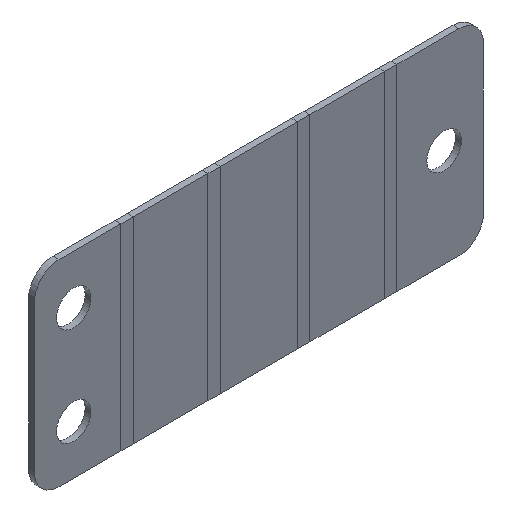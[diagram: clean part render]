
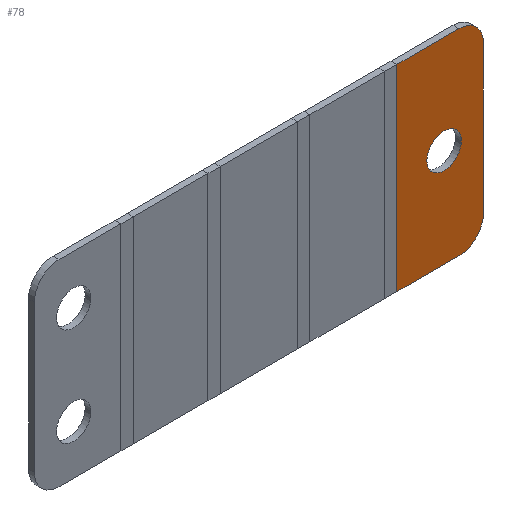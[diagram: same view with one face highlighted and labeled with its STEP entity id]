
A CAD part, isometric view. The second image highlights one B-rep face of the part: STEP entity #78.
In plain terms, the highlighted planar face has unit normal (0, -1, 0).
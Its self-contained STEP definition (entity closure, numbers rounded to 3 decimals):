
#1=CARTESIAN_POINT('POINT1',(42.862,
   -1.524,25.4));
#2=VERTEX_POINT('VERTEX1',#1);
#3=CARTESIAN_POINT('POINT2',(34.861,
   -1.524,25.4));
#4=VERTEX_POINT('VERTEX2',#3);
#5=CARTESIAN_POINT('POS1',(42.862,-1.524,
   25.4));
#6=DIRECTION('DIR1',(-1.,0.,0.));
#7=VECTOR('VEC1',#6,1.);
#8=LINE('STRAIGHT1',#5,#7);
#9=EDGE_CURVE('EDGE1',#2,#4,#8,.T.);
#10=ORIENTED_EDGE('COEDGE1',*,*,#9,.T.);
#11=CARTESIAN_POINT('POINT3',(34.861,
   -1.524,0.));
#12=VERTEX_POINT('VERTEX3',#11);
#13=CARTESIAN_POINT('POS2',(34.861,-1.524
   ,0.));
#14=DIRECTION('DIR2',(0.,0.,1.));
#15=VECTOR('VEC2',#14,1.);
#16=LINE('STRAIGHT2',#13,#15);
#17=EDGE_CURVE('EDGE2',#12,#4,#16,.T.);
#18=ORIENTED_EDGE('COEDGE2',*,*,#17,.F.);
#19=CARTESIAN_POINT('POINT4',(42.862,
   -1.524,0.));
#20=VERTEX_POINT('VERTEX4',#19);
#21=CARTESIAN_POINT('POS3',(42.862,-1.524
   ,0.));
#22=DIRECTION('DIR3',(-1.,0.,0.));
#23=VECTOR('VEC3',#22,1.);
#24=LINE('STRAIGHT3',#21,#23);
#25=EDGE_CURVE('EDGE3',#20,#12,#24,.T.);
#26=ORIENTED_EDGE('COEDGE3',*,*,#25,.F.);
#27=CARTESIAN_POINT('POINT5',(46.037,
   -1.524,3.175));
#28=VERTEX_POINT('VERTEX5',#27);
#29=CARTESIAN_POINT('POS4',(42.862,-1.524
   ,3.175));
#30=DIRECTION('DIR4',(0.,-1.,
   0.));
#31=DIRECTION('DIR5',(0.,0.,-1.));
#32=AXIS2_PLACEMENT_3D('AXIS1',#29,#30,#31);
#33=CIRCLE('ELLIPSE1',#32,3.175);
#34=EDGE_CURVE('EDGE4',#20,#28,#33,.T.);
#35=ORIENTED_EDGE('COEDGE4',*,*,#34,.T.);
#36=CARTESIAN_POINT('POINT6',(46.037,
   -1.524,22.225));
#37=VERTEX_POINT('VERTEX6',#36);
#38=CARTESIAN_POINT('POS5',(46.037,-1.524
   ,3.175));
#39=DIRECTION('DIR6',(0.,0.,1.));
#40=VECTOR('VEC4',#39,1.);
#41=LINE('STRAIGHT4',#38,#40);
#42=EDGE_CURVE('EDGE5',#28,#37,#41,.T.);
#43=ORIENTED_EDGE('COEDGE5',*,*,#42,.T.);
#44=CARTESIAN_POINT('POS6',(42.862,-1.524
   ,22.225));
#45=DIRECTION('DIR7',(0.,-1.,
   0.));
#46=DIRECTION('DIR8',(1.,0.,
   0.));
#47=AXIS2_PLACEMENT_3D('AXIS2',#44,#45,#46);
#48=CIRCLE('ELLIPSE2',#47,3.175);
#49=EDGE_CURVE('EDGE6',#37,#2,#48,.T.);
#50=ORIENTED_EDGE('COEDGE6',*,*,#49,.T.);
#51=EDGE_LOOP('NONE',(#10,#18,#26,#35,#43,#50));
#52=FACE_BOUND('LOOP1',#51,.T.);
#53=CARTESIAN_POINT('POINT7',(38.735,
   -1.524,12.7));
#54=VERTEX_POINT('VERTEX7',#53);
#55=CARTESIAN_POINT('POINT8',(43.18,
   -1.524,12.7));
#56=VERTEX_POINT('VERTEX8',#55);
#57=CARTESIAN_POINT('POS7',(40.957,-1.524
   ,12.7));
#58=DIRECTION('DIR9',(0.,-1.,
   0.));
#59=DIRECTION('DIR10',(-1.,0.,
   0.));
#60=AXIS2_PLACEMENT_3D('AXIS3',#57,#58,#59);
#61=CIRCLE('ELLIPSE3',#60,2.223);
#62=EDGE_CURVE('EDGE7',#54,#56,#61,.T.);
#63=ORIENTED_EDGE('COEDGE7',*,*,#62,.F.);
#64=CARTESIAN_POINT('POS8',(40.957,-1.524
   ,12.7));
#65=DIRECTION('DIR11',(0.,-1.,
   0.));
#66=DIRECTION('DIR12',(1.,0.,
   0.));
#67=AXIS2_PLACEMENT_3D('AXIS4',#64,#65,#66);
#68=CIRCLE('ELLIPSE4',#67,2.223);
#69=EDGE_CURVE('EDGE8',#56,#54,#68,.T.);
#70=ORIENTED_EDGE('COEDGE8',*,*,#69,.F.);
#71=EDGE_LOOP('NONE',(#63,#70));
#72=FACE_BOUND('LOOP1',#71,.T.);
#73=CARTESIAN_POINT('POS9',(46.037,-1.524
   ,0.));
#74=DIRECTION('DIR13',(0.,1.,0.));
#75=DIRECTION('DIR14',(1.,0.,0.));
#76=AXIS2_PLACEMENT_3D('AXIS5',#73,#74,#75);
#77=PLANE('PLANE1',#76);
#78=ADVANCED_FACE('FACE1',(#52,#72),#77,.F.);
